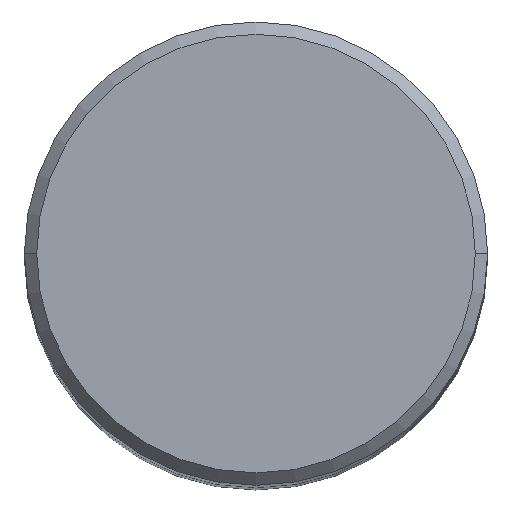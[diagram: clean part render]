
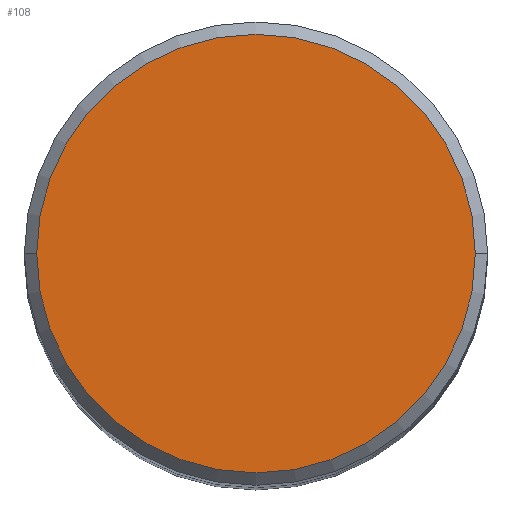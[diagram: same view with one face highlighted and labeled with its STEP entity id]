
A CAD part, top view. The second image highlights one B-rep face of the part: STEP entity #108.
In plain terms, the highlighted planar face has unit normal (0, 0, 1).
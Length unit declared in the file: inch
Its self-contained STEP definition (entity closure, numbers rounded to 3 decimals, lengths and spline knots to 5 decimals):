
#12 = DIRECTION ( 'NONE',  ( 1., 0., 0. ) ) ;
#17 = DIRECTION ( 'NONE',  ( -1., 0., 0. ) ) ;
#20 = PLANE ( 'NONE',  #306 ) ;
#48 = AXIS2_PLACEMENT_3D ( 'NONE', #193, #163, #12 ) ;
#55 = CIRCLE ( 'NONE', #66, 0.355 ) ;
#66 = AXIS2_PLACEMENT_3D ( 'NONE', #90, #407, #116 ) ;
#90 = CARTESIAN_POINT ( 'NONE',  ( 0., 0., 0. ) ) ;
#108 = ADVANCED_FACE ( 'NONE', ( #304 ), #20, .F. ) ;
#114 = ORIENTED_EDGE ( 'NONE', *, *, #359, .T. ) ;
#116 = DIRECTION ( 'NONE',  ( 1., 0., 0. ) ) ;
#123 = ORIENTED_EDGE ( 'NONE', *, *, #305, .T. ) ;
#132 = VERTEX_POINT ( 'NONE', #362 ) ;
#163 = DIRECTION ( 'NONE',  ( 0., 0., 1. ) ) ;
#193 = CARTESIAN_POINT ( 'NONE',  ( 0., 0., 0. ) ) ;
#194 = EDGE_LOOP ( 'NONE', ( #114, #123 ) ) ;
#209 = CARTESIAN_POINT ( 'NONE',  ( 0., 0.355, 0. ) ) ;
#263 = CIRCLE ( 'NONE', #48, 0.355 ) ;
#298 = CARTESIAN_POINT ( 'NONE',  ( 0.355, 0., 0. ) ) ;
#304 = FACE_OUTER_BOUND ( 'NONE', #194, .T. ) ;
#305 = EDGE_CURVE ( 'NONE', #353, #132, #55, .T. ) ;
#306 = AXIS2_PLACEMENT_3D ( 'NONE', #209, #370, #17 ) ;
#353 = VERTEX_POINT ( 'NONE', #298 ) ;
#359 = EDGE_CURVE ( 'NONE', #132, #353, #263, .T. ) ;
#362 = CARTESIAN_POINT ( 'NONE',  ( -0.355, 0., 0. ) ) ;
#370 = DIRECTION ( 'NONE',  ( 0., 0., -1. ) ) ;
#407 = DIRECTION ( 'NONE',  ( 0., 0., 1. ) ) ;
